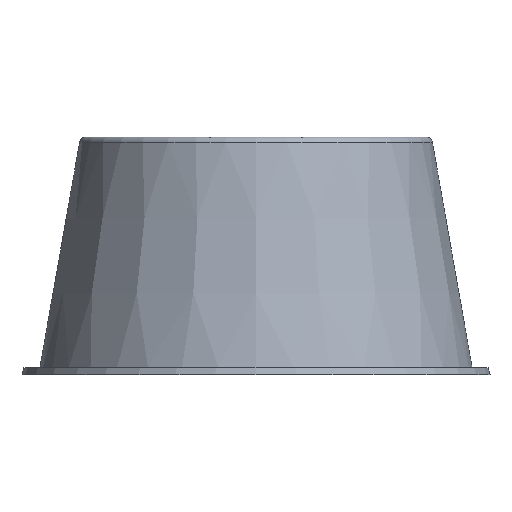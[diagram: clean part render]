
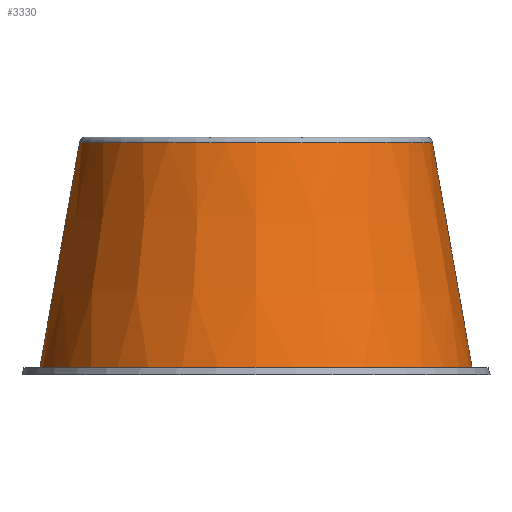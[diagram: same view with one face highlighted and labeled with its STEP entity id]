
A CAD part, front view. The second image highlights one B-rep face of the part: STEP entity #3330.
In plain terms, the highlighted conical face has half-angle 10.001 degrees and reference radius 536.769 mm.
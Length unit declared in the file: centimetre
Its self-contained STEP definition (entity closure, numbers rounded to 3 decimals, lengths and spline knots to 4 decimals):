
#68=CONICAL_SURFACE('',#3628,53.6769,0.175);
#189=LINE('',#11358,#271);
#271=VECTOR('',#4294,53.6769);
#502=FACE_OUTER_BOUND('',#720,.T.);
#720=EDGE_LOOP('',(#2860,#2861,#2862,#2863,#2864));
#923=CIRCLE('',#3627,59.1);
#924=CIRCLE('',#3629,48.2538);
#925=CIRCLE('',#3630,48.2538);
#1477=VERTEX_POINT('',#11351);
#1478=VERTEX_POINT('',#11354);
#1479=VERTEX_POINT('',#11355);
#1979=EDGE_CURVE('',#1477,#1477,#923,.T.);
#1980=EDGE_CURVE('',#1478,#1479,#924,.T.);
#1981=EDGE_CURVE('',#1479,#1478,#925,.T.);
#1982=EDGE_CURVE('',#1479,#1477,#189,.T.);
#2860=ORIENTED_EDGE('',*,*,#1980,.F.);
#2861=ORIENTED_EDGE('',*,*,#1981,.F.);
#2862=ORIENTED_EDGE('',*,*,#1982,.T.);
#2863=ORIENTED_EDGE('',*,*,#1979,.T.);
#2864=ORIENTED_EDGE('',*,*,#1982,.F.);
#3330=ADVANCED_FACE('',(#502),#68,.T.);
#3627=AXIS2_PLACEMENT_3D('',#11352,#4286,#4287);
#3628=AXIS2_PLACEMENT_3D('',#11353,#4288,#4289);
#3629=AXIS2_PLACEMENT_3D('',#11356,#4290,#4291);
#3630=AXIS2_PLACEMENT_3D('',#11357,#4292,#4293);
#4286=DIRECTION('center_axis',(0.,0.,
1.));
#4287=DIRECTION('ref_axis',(-1.,0.,0.));
#4288=DIRECTION('center_axis',(0.,0.,
-1.));
#4289=DIRECTION('ref_axis',(0.,1.,0.));
#4290=DIRECTION('center_axis',(0.,0.,
1.));
#4291=DIRECTION('ref_axis',(-1.,0.,0.));
#4292=DIRECTION('center_axis',(0.,0.,
1.));
#4293=DIRECTION('ref_axis',(-1.,0.,0.));
#4294=DIRECTION('',(0.,-0.174,-0.985));
#11351=CARTESIAN_POINT('',(0.,-59.1,2.));
#11352=CARTESIAN_POINT('Origin',(0.,0.,2.));
#11353=CARTESIAN_POINT('Origin',(0.,0.,
32.7525));
#11354=CARTESIAN_POINT('',(48.2538,0.,63.5049));
#11355=CARTESIAN_POINT('',(0.,-48.2538,63.5049));
#11356=CARTESIAN_POINT('Origin',(0.,0.,
63.5049));
#11357=CARTESIAN_POINT('Origin',(0.,0.,
63.5049));
#11358=CARTESIAN_POINT('',(0.,-53.6769,32.7525));
